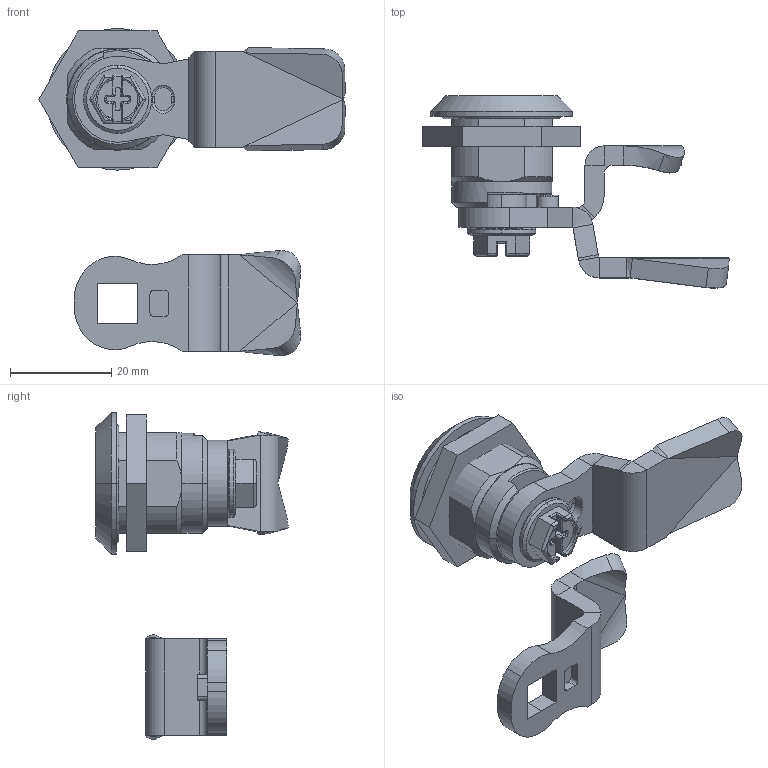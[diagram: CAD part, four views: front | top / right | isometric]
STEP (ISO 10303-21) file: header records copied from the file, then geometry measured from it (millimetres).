
FILE_DESCRIPTION (( 'STEP AP214' ), '1' );
FILE_NAME ('SCE-DL7SC.STEP', '2022-07-22T11:55:57', ( '' ), ( '' ), 'SwSTEP 2.0', 'SolidWorks 2021', '' );
FILE_SCHEMA (( 'AUTOMOTIVE_DESIGN' ));
Length unit declared in the file: inch
Products named in the file (1): SCE-DL7SC
Bounding box: 60.58 x 37.98 x 64.66 mm (x, y, z)
Volume: 15449.9 mm3; surface area: 12195.5 mm2
Topology: 8 solids, 8 shells, 319 faces, 767 edges, 471 vertices
Faces by surface type: plane 139, cylinder 117, bspline 23, torus 20, cone 16, sphere 4
Full cylindrical faces by diameter (mm): 20.185 x1
Entity records: 16608 total; most frequent: CARTESIAN_POINT 9151, ORIENTED_EDGE 1528, DIRECTION 1508, EDGE_CURVE 764, AXIS2_PLACEMENT_3D 541, VERTEX_POINT 471, VECTOR 426, LINE 426
